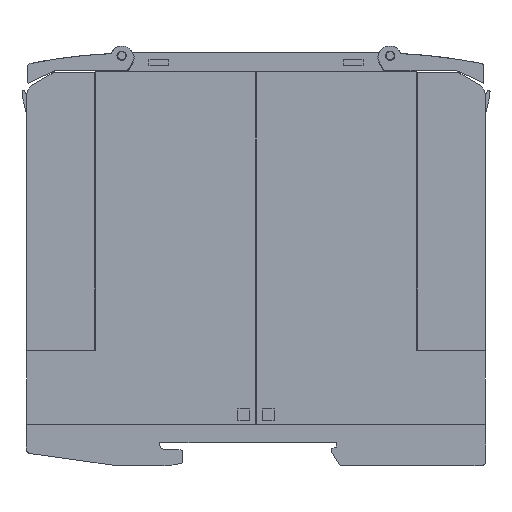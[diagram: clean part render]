
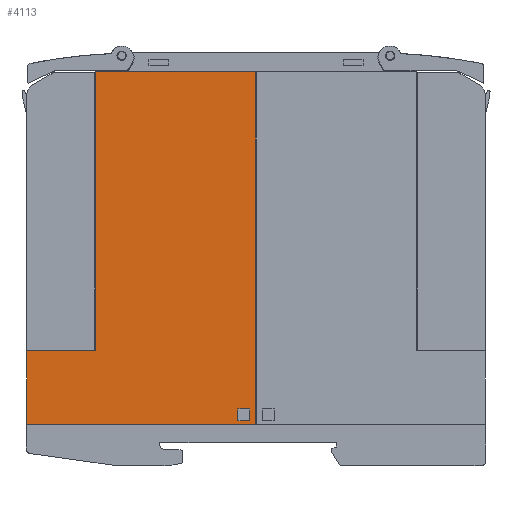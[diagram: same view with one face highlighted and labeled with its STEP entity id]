
A CAD part, left-side view. The second image highlights one B-rep face of the part: STEP entity #4113.
In plain terms, the highlighted planar face has unit normal (-1, 0, 0).
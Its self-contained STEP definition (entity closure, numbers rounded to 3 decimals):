
#4113=ADVANCED_FACE('',(#8370,#8371),#8372,.T.);
#8370=FACE_OUTER_BOUND('',#12661,.T.);
#8371=FACE_BOUND('',#12662,.T.);
#8372=PLANE('',#12663);
#12661=EDGE_LOOP('',(#25687,#25688,#25689,#25690,#25691,#25692));
#12662=EDGE_LOOP('',(#25693,#25694,#25695,#25696));
#12663=AXIS2_PLACEMENT_3D('',#25697,#25698,#25699);
#25687=ORIENTED_EDGE('',*,*,#27627,.T.);
#25688=ORIENTED_EDGE('',*,*,#31178,.F.);
#25689=ORIENTED_EDGE('',*,*,#31165,.T.);
#25690=ORIENTED_EDGE('',*,*,#31071,.T.);
#25691=ORIENTED_EDGE('',*,*,#31182,.T.);
#25692=ORIENTED_EDGE('',*,*,#27640,.T.);
#25693=ORIENTED_EDGE('',*,*,#31170,.T.);
#25694=ORIENTED_EDGE('',*,*,#31151,.T.);
#25695=ORIENTED_EDGE('',*,*,#31159,.T.);
#25696=ORIENTED_EDGE('',*,*,#31174,.T.);
#25697=CARTESIAN_POINT('',(0.05,75.949,9.001));
#25698=DIRECTION('',(-1.0,0.0,0.0));
#25699=DIRECTION('',(0.0,1.0,0.0));
#27627=EDGE_CURVE('',#33680,#33677,#33681,.T.);
#27640=EDGE_CURVE('',#33704,#33680,#33705,.T.);
#31071=EDGE_CURVE('',#38780,#38778,#38781,.T.);
#31151=EDGE_CURVE('',#38901,#38899,#38902,.T.);
#31159=EDGE_CURVE('',#38899,#38910,#38912,.T.);
#31165=EDGE_CURVE('',#38921,#38780,#38922,.T.);
#31170=EDGE_CURVE('',#38929,#38901,#38930,.T.);
#31174=EDGE_CURVE('',#38910,#38929,#38934,.T.);
#31178=EDGE_CURVE('',#38921,#33677,#38938,.T.);
#31182=EDGE_CURVE('',#38778,#33704,#38942,.T.);
#33677=VERTEX_POINT('',#42925);
#33680=VERTEX_POINT('',#42929);
#33681=LINE('',#42930,#42931);
#33704=VERTEX_POINT('',#42965);
#33705=LINE('',#42966,#42967);
#38778=VERTEX_POINT('',#50635);
#38780=VERTEX_POINT('',#50638);
#38781=LINE('',#50639,#50640);
#38899=VERTEX_POINT('',#50815);
#38901=VERTEX_POINT('',#50818);
#38902=LINE('',#50819,#50820);
#38910=VERTEX_POINT('',#50832);
#38912=LINE('',#50835,#50836);
#38921=VERTEX_POINT('',#50849);
#38922=LINE('',#50850,#50851);
#38929=VERTEX_POINT('',#50861);
#38930=LINE('',#50862,#50863);
#38934=LINE('',#50869,#50870);
#38938=LINE('',#50875,#50876);
#38942=LINE('',#50881,#50882);
#42925=CARTESIAN_POINT('',(0.05,100.899,25.101));
#42929=CARTESIAN_POINT('',(0.05,85.799,25.101));
#42930=CARTESIAN_POINT('',(0.05,84.674,25.101));
#42931=VECTOR('',#52701,1.0);
#42965=CARTESIAN_POINT('',(0.05,85.799,85.801));
#42966=CARTESIAN_POINT('',(0.05,85.799,32.226));
#42967=VECTOR('',#52713,1.0);
#50635=CARTESIAN_POINT('',(0.05,50.999,85.801));
#50638=CARTESIAN_POINT('',(0.05,50.999,9.001));
#50639=CARTESIAN_POINT('',(0.05,50.999,9.001));
#50640=VECTOR('',#55966,1.0);
#50815=CARTESIAN_POINT('',(0.05,54.899,9.801));
#50818=CARTESIAN_POINT('',(0.05,52.299,9.801));
#50819=CARTESIAN_POINT('',(0.05,64.774,9.801));
#50820=VECTOR('',#56025,1.0);
#50832=CARTESIAN_POINT('',(0.05,54.899,12.401));
#50835=CARTESIAN_POINT('',(0.05,54.899,10.051));
#50836=VECTOR('',#56031,1.0);
#50849=CARTESIAN_POINT('',(0.05,100.899,9.001));
#50850=CARTESIAN_POINT('',(0.05,100.899,9.001));
#50851=VECTOR('',#56036,1.0);
#50861=CARTESIAN_POINT('',(0.05,52.299,12.401));
#50862=CARTESIAN_POINT('',(0.05,52.299,10.051));
#50863=VECTOR('',#56040,1.0);
#50869=CARTESIAN_POINT('',(0.05,64.774,12.401));
#50870=VECTOR('',#56043,1.0);
#50875=CARTESIAN_POINT('',(0.05,100.899,9.001));
#50876=VECTOR('',#56045,1.0);
#50881=CARTESIAN_POINT('',(0.05,100.899,85.801));
#50882=VECTOR('',#56047,1.0);
#52701=DIRECTION('',(0.0,1.0,0.0));
#52713=DIRECTION('',(0.0,0.0,-1.0));
#55966=DIRECTION('',(0.0,0.0,1.0));
#56025=DIRECTION('',(0.0,1.0,0.0));
#56031=DIRECTION('',(0.0,0.0,1.0));
#56036=DIRECTION('',(0.0,-1.0,0.0));
#56040=DIRECTION('',(0.0,0.0,-1.0));
#56043=DIRECTION('',(0.0,-1.0,0.0));
#56045=DIRECTION('',(0.0,0.0,1.0));
#56047=DIRECTION('',(0.0,1.0,0.0));
